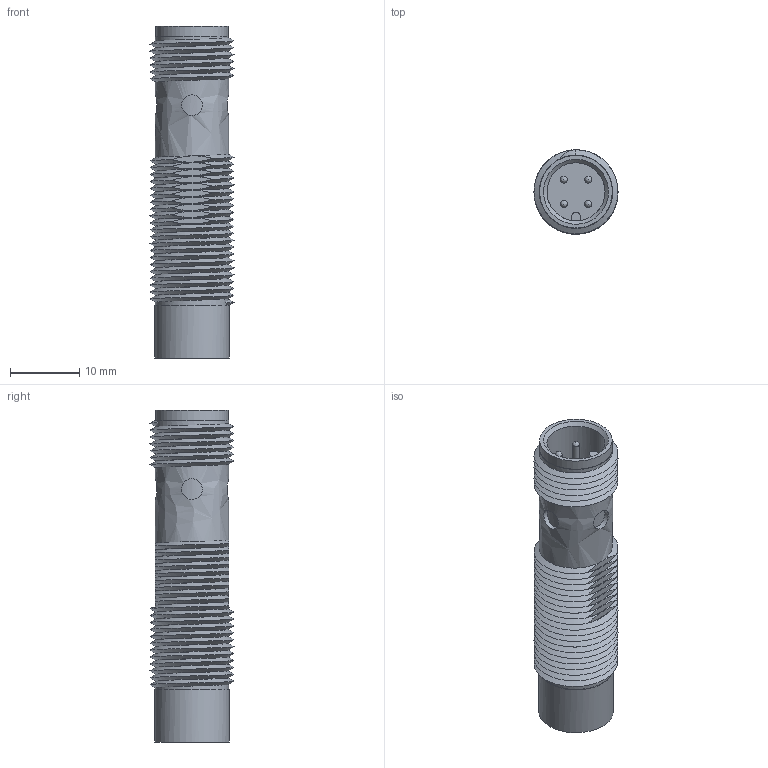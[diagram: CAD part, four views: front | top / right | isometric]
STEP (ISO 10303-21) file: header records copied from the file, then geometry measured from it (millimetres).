
FILE_DESCRIPTION( ('This file contains a STEP AP42 implementation' ,'as created by ZW3D STEP Interface translator.') ,'2;1' );
FILE_NAME( 'OCN2-1208X-XRS4.stp' ,'20 513.14 835', (''), ('ZWCAD Software Co.'), 'Version 1.0', 'ZW3D to STEP translator', '' );
FILE_SCHEMA(('AUTOMOTIVE_DESIGN'));
Length unit declared in the file: millimetre
Products named in the file (2): 0; 錨璃0011
Bounding box: 12.16 x 12.16 x 48.05 mm (x, y, z)
Volume: 4066.9 mm3; surface area: 3204.1 mm2
Topology: 2 solids, 7 shells, 143 faces, 330 edges, 196 vertices
Faces by surface type: bspline 143
Entity records: 14131 total; most frequent: CARTESIAN_POINT 12111, ORIENTED_EDGE 646, EDGE_CURVE 328, VERTEX_POINT 198, B_SPLINE_CURVE_WITH_KNOTS 181, EDGE_LOOP 147, FACE_OUTER_BOUND 143, ADVANCED_FACE 143
